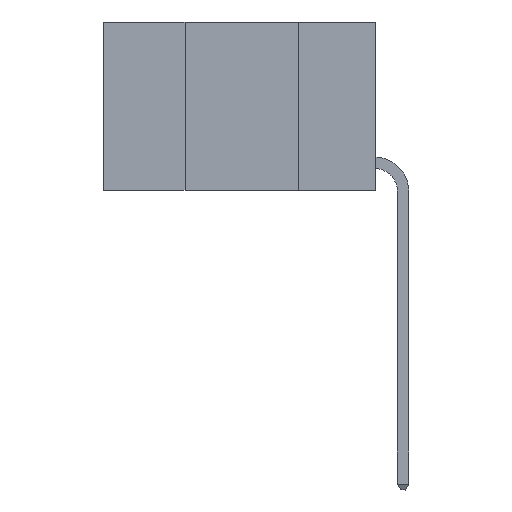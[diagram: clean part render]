
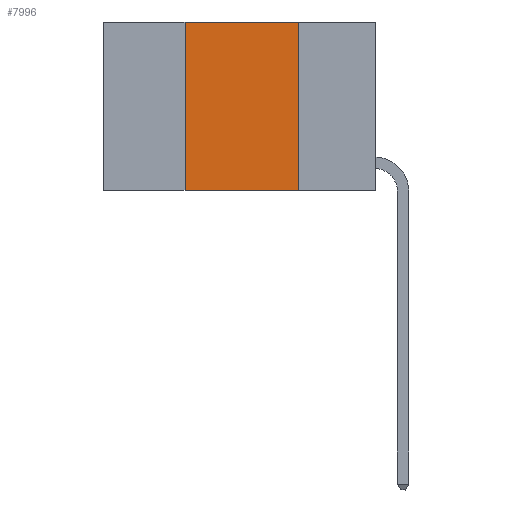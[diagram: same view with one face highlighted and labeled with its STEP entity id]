
A CAD part, left-side view. The second image highlights one B-rep face of the part: STEP entity #7996.
In plain terms, the highlighted planar face has unit normal (-1, 0, 0).
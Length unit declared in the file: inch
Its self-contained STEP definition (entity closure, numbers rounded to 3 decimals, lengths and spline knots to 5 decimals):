
#19 = ORIENTED_EDGE ( 'NONE', *, *, #6596, .T. ) ;
#963 = DIRECTION ( 'NONE',  ( 0., 0., -1. ) ) ;
#1164 = AXIS2_PLACEMENT_3D ( 'NONE', #5524, #6398, #963 ) ;
#1616 = VECTOR ( 'NONE', #4958, 39.37008 ) ;
#1954 = LINE ( 'NONE', #3230, #1616 ) ;
#2252 = VECTOR ( 'NONE', #8767, 39.37008 ) ;
#2789 = LINE ( 'NONE', #2812, #2252 ) ;
#2812 = CARTESIAN_POINT ( 'NONE',  ( 0., 0.17, 0. ) ) ;
#2922 = EDGE_CURVE ( 'NONE', #6076, #7707, #6779, .T. ) ;
#3037 = CARTESIAN_POINT ( 'NONE',  ( 0., 0.6, 0. ) ) ;
#3230 = CARTESIAN_POINT ( 'NONE',  ( 0., 0.42, 0. ) ) ;
#3716 = CARTESIAN_POINT ( 'NONE',  ( 0., 0.42, 0. ) ) ;
#3914 = DIRECTION ( 'NONE',  ( 0., -1., 0. ) ) ;
#4113 = DIRECTION ( 'NONE',  ( 0., -1., 0. ) ) ;
#4958 = DIRECTION ( 'NONE',  ( 0., 0., 1. ) ) ;
#5524 = CARTESIAN_POINT ( 'NONE',  ( 0., 0.6, 0. ) ) ;
#5605 = VERTEX_POINT ( 'NONE', #6467 ) ;
#6076 = VERTEX_POINT ( 'NONE', #3716 ) ;
#6398 = DIRECTION ( 'NONE',  ( 1., 0., 0. ) ) ;
#6467 = CARTESIAN_POINT ( 'NONE',  ( 0., 0.42, -0.37 ) ) ;
#6596 = EDGE_CURVE ( 'NONE', #5605, #7477, #11213, .T. ) ;
#6779 = LINE ( 'NONE', #3037, #10786 ) ;
#7477 = VERTEX_POINT ( 'NONE', #10658 ) ;
#7707 = VERTEX_POINT ( 'NONE', #9394 ) ;
#7765 = ORIENTED_EDGE ( 'NONE', *, *, #7909, .F. ) ;
#7809 = ORIENTED_EDGE ( 'NONE', *, *, #2922, .F. ) ;
#7909 = EDGE_CURVE ( 'NONE', #7707, #7477, #2789, .T. ) ;
#7996 = ADVANCED_FACE ( 'NONE', ( #8534 ), #11158, .F. ) ;
#8534 = FACE_OUTER_BOUND ( 'NONE', #9742, .T. ) ;
#8767 = DIRECTION ( 'NONE',  ( 0., 0., -1. ) ) ;
#9236 = ORIENTED_EDGE ( 'NONE', *, *, #9342, .F. ) ;
#9342 = EDGE_CURVE ( 'NONE', #5605, #6076, #1954, .T. ) ;
#9394 = CARTESIAN_POINT ( 'NONE',  ( 0., 0.17, 0. ) ) ;
#9430 = VECTOR ( 'NONE', #4113, 39.37008 ) ;
#9742 = EDGE_LOOP ( 'NONE', ( #7765, #7809, #9236, #19 ) ) ;
#9957 = CARTESIAN_POINT ( 'NONE',  ( 0., 0.6, -0.37 ) ) ;
#10658 = CARTESIAN_POINT ( 'NONE',  ( 0., 0.17, -0.37 ) ) ;
#10786 = VECTOR ( 'NONE', #3914, 39.37008 ) ;
#11158 = PLANE ( 'NONE',  #1164 ) ;
#11213 = LINE ( 'NONE', #9957, #9430 ) ;
